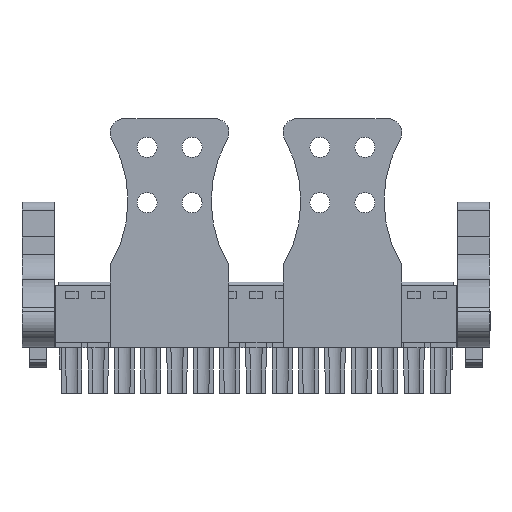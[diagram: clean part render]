
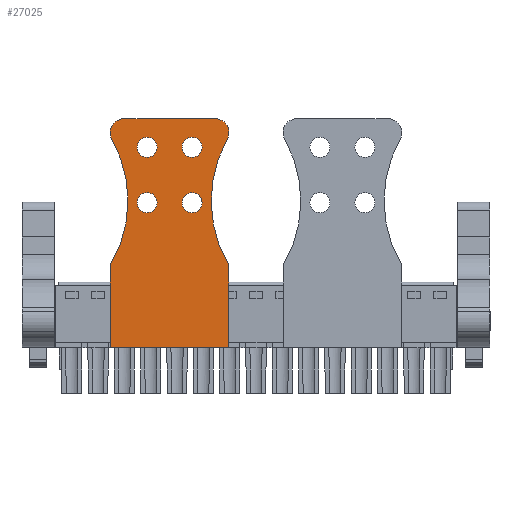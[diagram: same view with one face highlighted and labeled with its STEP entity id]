
A CAD part, front view. The second image highlights one B-rep face of the part: STEP entity #27025.
In plain terms, the highlighted planar face has unit normal (0, -1, 0).
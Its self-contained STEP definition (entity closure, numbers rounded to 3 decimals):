
#26685=AXIS2_PLACEMENT_3D('Circle Axis2P3D',#26683,#26684,$) ;
#26709=AXIS2_PLACEMENT_3D('Circle Axis2P3D',#26707,#26708,$) ;
#26757=AXIS2_PLACEMENT_3D('Circle Axis2P3D',#26755,#26756,$) ;
#26781=AXIS2_PLACEMENT_3D('Circle Axis2P3D',#26779,#26780,$) ;
#26805=AXIS2_PLACEMENT_3D('Circle Axis2P3D',#26803,#26804,$) ;
#26829=AXIS2_PLACEMENT_3D('Circle Axis2P3D',#26827,#26828,$) ;
#26853=AXIS2_PLACEMENT_3D('Circle Axis2P3D',#26851,#26852,$) ;
#26877=AXIS2_PLACEMENT_3D('Circle Axis2P3D',#26875,#26876,$) ;
#26901=AXIS2_PLACEMENT_3D('Circle Axis2P3D',#26899,#26900,$) ;
#26955=AXIS2_PLACEMENT_3D('Circle Axis2P3D',#26953,#26954,$) ;
#26979=AXIS2_PLACEMENT_3D('Circle Axis2P3D',#26977,#26978,$) ;
#26992=AXIS2_PLACEMENT_3D('Plane Axis2P3D',#26989,#26990,#26991) ;
#26558=CARTESIAN_POINT('Vertex',(29.92,0.,18.601)) ;
#26561=CARTESIAN_POINT('Line Origine',(29.92,0.,12.6)) ;
#26565=CARTESIAN_POINT('Vertex',(29.92,0.,6.6)) ;
#26647=CARTESIAN_POINT('Vertex',(12.8,0.,6.6)) ;
#26650=CARTESIAN_POINT('Line Origine',(12.8,0.,12.6)) ;
#26654=CARTESIAN_POINT('Vertex',(12.8,0.,18.601)) ;
#26683=CARTESIAN_POINT('Axis2P3D Location',(-2.855,0.,27.873)) ;
#26687=CARTESIAN_POINT('Vertex',(13.016,0.,36.772)) ;
#26707=CARTESIAN_POINT('Axis2P3D Location',(14.76,0.,37.75)) ;
#26711=CARTESIAN_POINT('Vertex',(14.76,0.,39.75)) ;
#26731=CARTESIAN_POINT('Line Origine',(21.36,0.,39.75)) ;
#26735=CARTESIAN_POINT('Vertex',(27.96,0.,39.75)) ;
#26755=CARTESIAN_POINT('Axis2P3D Location',(27.96,0.,37.75)) ;
#26759=CARTESIAN_POINT('Vertex',(29.704,0.,36.772)) ;
#26779=CARTESIAN_POINT('Axis2P3D Location',(45.575,0.,27.873)) ;
#26800=CARTESIAN_POINT('Vertex',(19.56,0.,27.6)) ;
#26803=CARTESIAN_POINT('Axis2P3D Location',(18.11,0.,27.6)) ;
#26807=CARTESIAN_POINT('Vertex',(16.66,0.,27.6)) ;
#26827=CARTESIAN_POINT('Axis2P3D Location',(18.11,0.,27.6)) ;
#26848=CARTESIAN_POINT('Vertex',(16.66,0.,35.6)) ;
#26851=CARTESIAN_POINT('Axis2P3D Location',(18.11,0.,35.6)) ;
#26855=CARTESIAN_POINT('Vertex',(19.56,0.,35.6)) ;
#26875=CARTESIAN_POINT('Axis2P3D Location',(18.11,0.,35.6)) ;
#26896=CARTESIAN_POINT('Vertex',(23.16,0.,27.6)) ;
#26899=CARTESIAN_POINT('Axis2P3D Location',(24.61,0.,27.6)) ;
#26903=CARTESIAN_POINT('Vertex',(26.06,0.,27.6)) ;
#26924=CARTESIAN_POINT('Control Point',(23.16,0.,27.6)) ;
#26925=CARTESIAN_POINT('Control Point',(23.16,0.,28.056)) ;
#26926=CARTESIAN_POINT('Control Point',(23.339,0.,28.511)) ;
#26927=CARTESIAN_POINT('Control Point',(23.699,0.,28.871)) ;
#26928=CARTESIAN_POINT('Control Point',(24.61,0.,29.229)) ;
#26929=CARTESIAN_POINT('Control Point',(25.521,0.,28.871)) ;
#26930=CARTESIAN_POINT('Control Point',(25.881,0.,28.511)) ;
#26931=CARTESIAN_POINT('Control Point',(26.06,0.,28.056)) ;
#26932=CARTESIAN_POINT('Control Point',(26.06,0.,27.6)) ;
#26950=CARTESIAN_POINT('Vertex',(23.16,0.,35.6)) ;
#26953=CARTESIAN_POINT('Axis2P3D Location',(24.61,0.,35.6)) ;
#26957=CARTESIAN_POINT('Vertex',(26.06,0.,35.6)) ;
#26977=CARTESIAN_POINT('Axis2P3D Location',(24.61,0.,35.6)) ;
#26989=CARTESIAN_POINT('Axis2P3D Location',(5.725,0.,-2.35)) ;
#26994=CARTESIAN_POINT('Line Origine',(21.36,0.,6.6)) ;
#26562=DIRECTION('Vector Direction',(0.,0.,-1.)) ;
#26651=DIRECTION('Vector Direction',(0.,0.,1.)) ;
#26684=DIRECTION('Axis2P3D Direction',(0.,1.,-0.)) ;
#26708=DIRECTION('Axis2P3D Direction',(0.,1.,0.)) ;
#26732=DIRECTION('Vector Direction',(-1.,0.,0.)) ;
#26756=DIRECTION('Axis2P3D Direction',(0.,1.,-0.)) ;
#26780=DIRECTION('Axis2P3D Direction',(0.,1.,0.)) ;
#26804=DIRECTION('Axis2P3D Direction',(0.,1.,0.)) ;
#26828=DIRECTION('Axis2P3D Direction',(0.,1.,0.)) ;
#26852=DIRECTION('Axis2P3D Direction',(0.,1.,-0.)) ;
#26876=DIRECTION('Axis2P3D Direction',(0.,1.,-0.)) ;
#26900=DIRECTION('Axis2P3D Direction',(0.,1.,0.)) ;
#26954=DIRECTION('Axis2P3D Direction',(0.,1.,0.)) ;
#26978=DIRECTION('Axis2P3D Direction',(0.,1.,-0.)) ;
#26990=DIRECTION('Axis2P3D Direction',(0.,1.,-0.)) ;
#26991=DIRECTION('Axis2P3D XDirection',(-1.,0.,0.)) ;
#26995=DIRECTION('Vector Direction',(1.,0.,0.)) ;
#26563=VECTOR('Line Direction',#26562,1.) ;
#26652=VECTOR('Line Direction',#26651,1.) ;
#26733=VECTOR('Line Direction',#26732,1.) ;
#26996=VECTOR('Line Direction',#26995,1.) ;
#27000=ORIENTED_EDGE('',*,*,#26783,.F.) ;
#27001=ORIENTED_EDGE('',*,*,#26761,.F.) ;
#27002=ORIENTED_EDGE('',*,*,#26737,.F.) ;
#27003=ORIENTED_EDGE('',*,*,#26713,.F.) ;
#27004=ORIENTED_EDGE('',*,*,#26689,.F.) ;
#27005=ORIENTED_EDGE('',*,*,#26656,.F.) ;
#27006=ORIENTED_EDGE('',*,*,#26998,.F.) ;
#27007=ORIENTED_EDGE('',*,*,#26567,.F.) ;
#27010=ORIENTED_EDGE('',*,*,#26831,.T.) ;
#27011=ORIENTED_EDGE('',*,*,#26809,.T.) ;
#27014=ORIENTED_EDGE('',*,*,#26879,.T.) ;
#27015=ORIENTED_EDGE('',*,*,#26857,.T.) ;
#27018=ORIENTED_EDGE('',*,*,#26933,.T.) ;
#27019=ORIENTED_EDGE('',*,*,#26905,.T.) ;
#27022=ORIENTED_EDGE('',*,*,#26981,.T.) ;
#27023=ORIENTED_EDGE('',*,*,#26959,.T.) ;
#27012=FACE_BOUND('',#27009,.T.) ;
#27016=FACE_BOUND('',#27013,.T.) ;
#27020=FACE_BOUND('',#27017,.T.) ;
#27024=FACE_BOUND('',#27021,.T.) ;
#27025=ADVANCED_FACE('Strain relief.1',(#27008,#27012,#27016,#27020,#27024),#26993,.F.) ;
#26923=B_SPLINE_CURVE_WITH_KNOTS('',5,(#26924,#26925,#26926,#26927,#26928,#26929,#26930,#26931,#26932),.UNSPECIFIED.,.F.,.U.,(6,3,6),(-2.278,0.,2.278),.UNSPECIFIED.) ;
#26686=CIRCLE('generated circle',#26685,18.195) ;
#26710=CIRCLE('generated circle',#26709,2.) ;
#26758=CIRCLE('generated circle',#26757,2.) ;
#26782=CIRCLE('generated circle',#26781,18.195) ;
#26806=CIRCLE('generated circle',#26805,1.45) ;
#26830=CIRCLE('generated circle',#26829,1.45) ;
#26854=CIRCLE('generated circle',#26853,1.45) ;
#26878=CIRCLE('generated circle',#26877,1.45) ;
#26902=CIRCLE('generated circle',#26901,1.45) ;
#26956=CIRCLE('generated circle',#26955,1.45) ;
#26980=CIRCLE('generated circle',#26979,1.45) ;
#26567=EDGE_CURVE('',#26559,#26566,#26564,.T.) ;
#26656=EDGE_CURVE('',#26648,#26655,#26653,.T.) ;
#26689=EDGE_CURVE('',#26655,#26688,#26686,.F.) ;
#26713=EDGE_CURVE('',#26688,#26712,#26710,.T.) ;
#26737=EDGE_CURVE('',#26712,#26736,#26734,.F.) ;
#26761=EDGE_CURVE('',#26736,#26760,#26758,.T.) ;
#26783=EDGE_CURVE('',#26760,#26559,#26782,.F.) ;
#26809=EDGE_CURVE('',#26808,#26801,#26806,.T.) ;
#26831=EDGE_CURVE('',#26801,#26808,#26830,.T.) ;
#26857=EDGE_CURVE('',#26856,#26849,#26854,.T.) ;
#26879=EDGE_CURVE('',#26849,#26856,#26878,.T.) ;
#26905=EDGE_CURVE('',#26904,#26897,#26902,.T.) ;
#26933=EDGE_CURVE('',#26897,#26904,#26923,.T.) ;
#26959=EDGE_CURVE('',#26958,#26951,#26956,.T.) ;
#26981=EDGE_CURVE('',#26951,#26958,#26980,.T.) ;
#26998=EDGE_CURVE('',#26566,#26648,#26997,.F.) ;
#26999=EDGE_LOOP('',(#27000,#27001,#27002,#27003,#27004,#27005,#27006,#27007)) ;
#27009=EDGE_LOOP('',(#27010,#27011)) ;
#27013=EDGE_LOOP('',(#27014,#27015)) ;
#27017=EDGE_LOOP('',(#27018,#27019)) ;
#27021=EDGE_LOOP('',(#27022,#27023)) ;
#27008=FACE_OUTER_BOUND('',#26999,.T.) ;
#26564=LINE('Line',#26561,#26563) ;
#26653=LINE('Line',#26650,#26652) ;
#26734=LINE('Line',#26731,#26733) ;
#26997=LINE('Line',#26994,#26996) ;
#26993=PLANE('',#26992) ;
#26559=VERTEX_POINT('',#26558) ;
#26566=VERTEX_POINT('',#26565) ;
#26648=VERTEX_POINT('',#26647) ;
#26655=VERTEX_POINT('',#26654) ;
#26688=VERTEX_POINT('',#26687) ;
#26712=VERTEX_POINT('',#26711) ;
#26736=VERTEX_POINT('',#26735) ;
#26760=VERTEX_POINT('',#26759) ;
#26801=VERTEX_POINT('',#26800) ;
#26808=VERTEX_POINT('',#26807) ;
#26849=VERTEX_POINT('',#26848) ;
#26856=VERTEX_POINT('',#26855) ;
#26897=VERTEX_POINT('',#26896) ;
#26904=VERTEX_POINT('',#26903) ;
#26951=VERTEX_POINT('',#26950) ;
#26958=VERTEX_POINT('',#26957) ;
